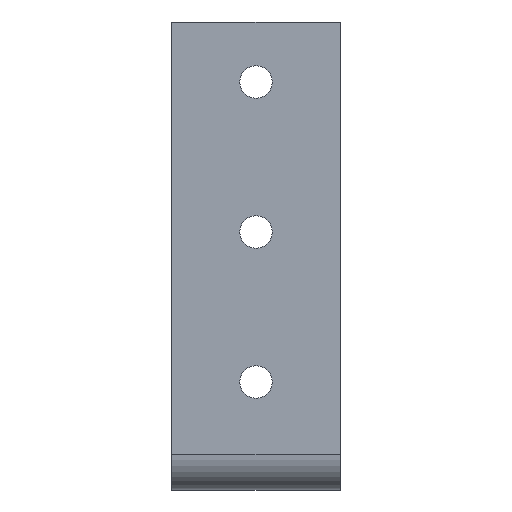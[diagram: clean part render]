
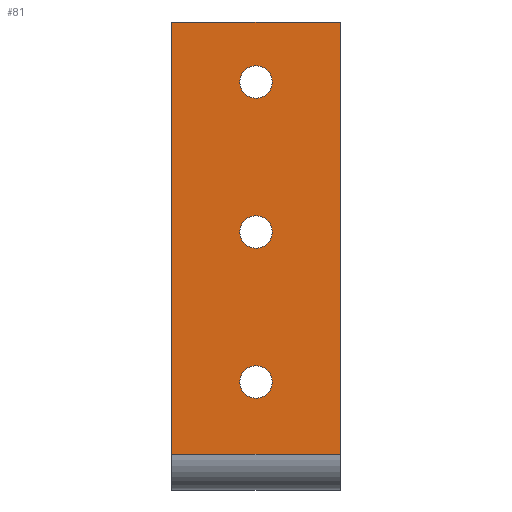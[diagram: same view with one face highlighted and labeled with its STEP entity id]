
A CAD part, front view. The second image highlights one B-rep face of the part: STEP entity #81.
In plain terms, the highlighted planar face has unit normal (0, -1, 0).
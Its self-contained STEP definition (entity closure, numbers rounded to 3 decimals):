
#81 = ADVANCED_FACE( '', ( #144, #145, #146, #147 ), #148, .F. );
#144 = FACE_BOUND( '', #206, .T. );
#145 = FACE_BOUND( '', #207, .T. );
#146 = FACE_BOUND( '', #208, .T. );
#147 = FACE_OUTER_BOUND( '', #209, .T. );
#148 = PLANE( '', #210 );
#206 = EDGE_LOOP( '', ( #265 ) );
#207 = EDGE_LOOP( '', ( #266 ) );
#208 = EDGE_LOOP( '', ( #267 ) );
#209 = EDGE_LOOP( '', ( #268, #269, #270, #271 ) );
#210 = AXIS2_PLACEMENT_3D( '', #272, #273, #274 );
#265 = ORIENTED_EDGE( '', *, *, #375, .T. );
#266 = ORIENTED_EDGE( '', *, *, #376, .T. );
#267 = ORIENTED_EDGE( '', *, *, #377, .T. );
#268 = ORIENTED_EDGE( '', *, *, #370, .T. );
#269 = ORIENTED_EDGE( '', *, *, #378, .F. );
#270 = ORIENTED_EDGE( '', *, *, #379, .F. );
#271 = ORIENTED_EDGE( '', *, *, #380, .T. );
#272 = CARTESIAN_POINT( '', ( 0., 0., 14. ) );
#273 = DIRECTION( '', ( 0., 1., 0. ) );
#274 = DIRECTION( '', ( 0., 0., 1. ) );
#370 = EDGE_CURVE( '', #418, #416, #419, .T. );
#375 = EDGE_CURVE( '', #426, #426, #427, .T. );
#376 = EDGE_CURVE( '', #428, #428, #429, .T. );
#377 = EDGE_CURVE( '', #430, #430, #431, .T. );
#378 = EDGE_CURVE( '', #432, #416, #433, .T. );
#379 = EDGE_CURVE( '', #434, #432, #435, .T. );
#380 = EDGE_CURVE( '', #434, #418, #436, .T. );
#416 = VERTEX_POINT( '', #484 );
#418 = VERTEX_POINT( '', #486 );
#419 = LINE( '', #487, #488 );
#426 = VERTEX_POINT( '', #497 );
#427 = CIRCLE( '', #498, 2.7 );
#428 = VERTEX_POINT( '', #499 );
#429 = CIRCLE( '', #500, 2.7 );
#430 = VERTEX_POINT( '', #501 );
#431 = CIRCLE( '', #502, 2.7 );
#432 = VERTEX_POINT( '', #503 );
#433 = LINE( '', #504, #505 );
#434 = VERTEX_POINT( '', #506 );
#435 = LINE( '', #507, #508 );
#436 = LINE( '', #509, #510 );
#484 = CARTESIAN_POINT( '', ( 72., 0., -14. ) );
#486 = CARTESIAN_POINT( '', ( 0., 0., -14. ) );
#487 = CARTESIAN_POINT( '', ( 0., 0., -14. ) );
#488 = VECTOR( '', #562, 1000. );
#497 = CARTESIAN_POINT( '', ( 37.7, 0., 0. ) );
#498 = AXIS2_PLACEMENT_3D( '', #568, #569, #570 );
#499 = CARTESIAN_POINT( '', ( 62.7, 0., 0. ) );
#500 = AXIS2_PLACEMENT_3D( '', #571, #572, #573 );
#501 = CARTESIAN_POINT( '', ( 12.7, 0., 0. ) );
#502 = AXIS2_PLACEMENT_3D( '', #574, #575, #576 );
#503 = CARTESIAN_POINT( '', ( 72., 0., 14. ) );
#504 = CARTESIAN_POINT( '', ( 72., 0., 14. ) );
#505 = VECTOR( '', #577, 1000. );
#506 = CARTESIAN_POINT( '', ( 0., 0., 14. ) );
#507 = CARTESIAN_POINT( '', ( 0., 0., 14. ) );
#508 = VECTOR( '', #578, 1000. );
#509 = CARTESIAN_POINT( '', ( 0., 0., 14. ) );
#510 = VECTOR( '', #579, 1000. );
#562 = DIRECTION( '', ( 1., 0., 0. ) );
#568 = CARTESIAN_POINT( '', ( 35., 0., 0. ) );
#569 = DIRECTION( '', ( 0., 1., 0. ) );
#570 = DIRECTION( '', ( 1., 0., 0. ) );
#571 = CARTESIAN_POINT( '', ( 60., 0., 0. ) );
#572 = DIRECTION( '', ( 0., 1., 0. ) );
#573 = DIRECTION( '', ( 1., 0., 0. ) );
#574 = CARTESIAN_POINT( '', ( 10., 0., 0. ) );
#575 = DIRECTION( '', ( 0., 1., 0. ) );
#576 = DIRECTION( '', ( 1., 0., 0. ) );
#577 = DIRECTION( '', ( 0., 0., -1. ) );
#578 = DIRECTION( '', ( 1., 0., 0. ) );
#579 = DIRECTION( '', ( 0., 0., -1. ) );
